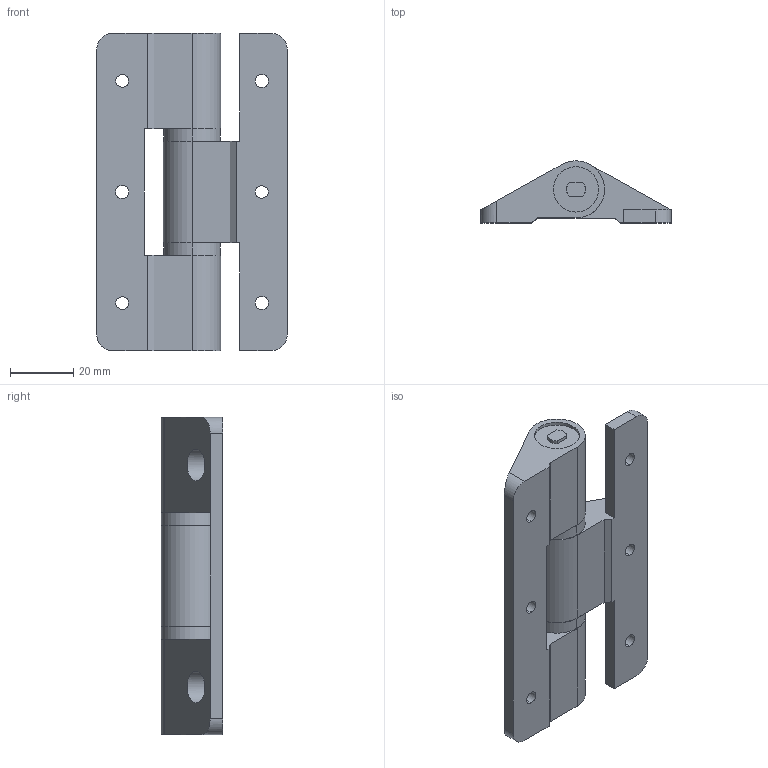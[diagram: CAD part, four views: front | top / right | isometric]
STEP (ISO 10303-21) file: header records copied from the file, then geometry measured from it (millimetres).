
FILE_DESCRIPTION (( 'STEP AP203' ), '1' );
FILE_NAME ('BP-160-1.STEP', '2014-01-10T08:00:32', ( '' ), ( '' ), 'SwSTEP 2.0', 'SolidWorks 2012', '' );
FILE_SCHEMA (( 'CONFIG_CONTROL_DESIGN' ));
Length unit declared in the file: millimetre
Products named in the file (6): BP-160-1プレート_; BP-160-1僗儔僗僩儚僢僔儍乕_; BP-160-1可動ブラケット_; BP-160-1固定ブラケット_; BP-160-1; BP-160-1軸_
Assembly tree (7 placements, depth 2):
  BP-160-1
    BP-160-1固定ブラケット_
    BP-160-1可動ブラケット_
    BP-160-1僗儔僗僩儚僢僔儍乕_  x2
    BP-160-1プレート_  x2
    BP-160-1軸_
Bounding box: 60 x 19.5 x 100 mm (x, y, z)
Volume: 41244.7 mm3; surface area: 23512.7 mm2
Topology: 7 solids, 7 shells, 114 faces, 275 edges, 182 vertices
Faces by surface type: cylinder 58, plane 56
Entity records: 3674 total; most frequent: DIRECTION 542, CARTESIAN_POINT 535, ORIENTED_EDGE 484, EDGE_CURVE 242, AXIS2_PLACEMENT_3D 199, VERTEX_POINT 160, VECTOR 144, LINE 144
